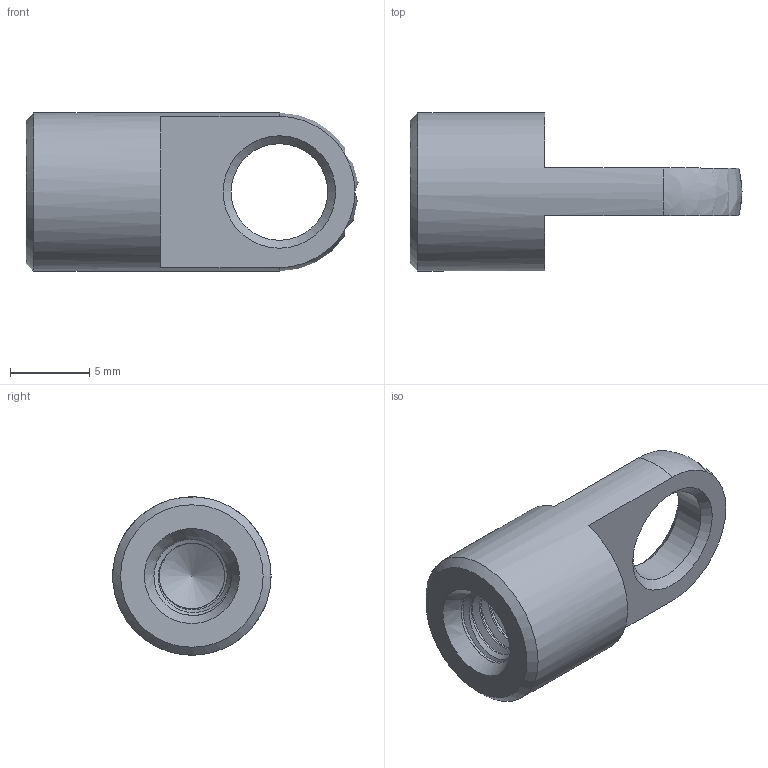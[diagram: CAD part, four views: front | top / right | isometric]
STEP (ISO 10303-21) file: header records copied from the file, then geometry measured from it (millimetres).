
FILE_DESCRIPTION(/* description */ (''),/* implementation_level */ '2;1');
FILE_NAME(/* name */ 'AX16.stp',/* time_stamp */ '2024-04-16T16:27:34+03:00',/* author */ (''),/* organization */ (''),/* preprocessor_version */ 'ST-DEVELOPER v16',/* originating_system */ 'SIEMENS PLM Software NX 11.0',/* authorisation */ '');
FILE_SCHEMA (('AUTOMOTIVE_DESIGN { 1 0 10303 214 3 1 1 1 }'));
Length unit declared in the file: millimetre
Products named in the file (1): AR16_stp
Bounding box: 20.96 x 9.98 x 10 mm (x, y, z)
Volume: 763.3 mm3; surface area: 845.3 mm2
Topology: 1 solids, 1 shells, 20 faces, 56 edges, 36 vertices
Faces by surface type: cone 6, plane 6, cylinder 4, bspline 3, sphere 1
Full cylindrical faces by diameter (mm): 6.1 x1, 10 x1
Entity records: 3072 total; most frequent: CARTESIAN_POINT 2647, DIRECTION 77, ORIENTED_EDGE 76, EDGE_CURVE 38, AXIS2_PLACEMENT_3D 34, VERTEX_POINT 29, EDGE_LOOP 28, FACE_BOUND 20
